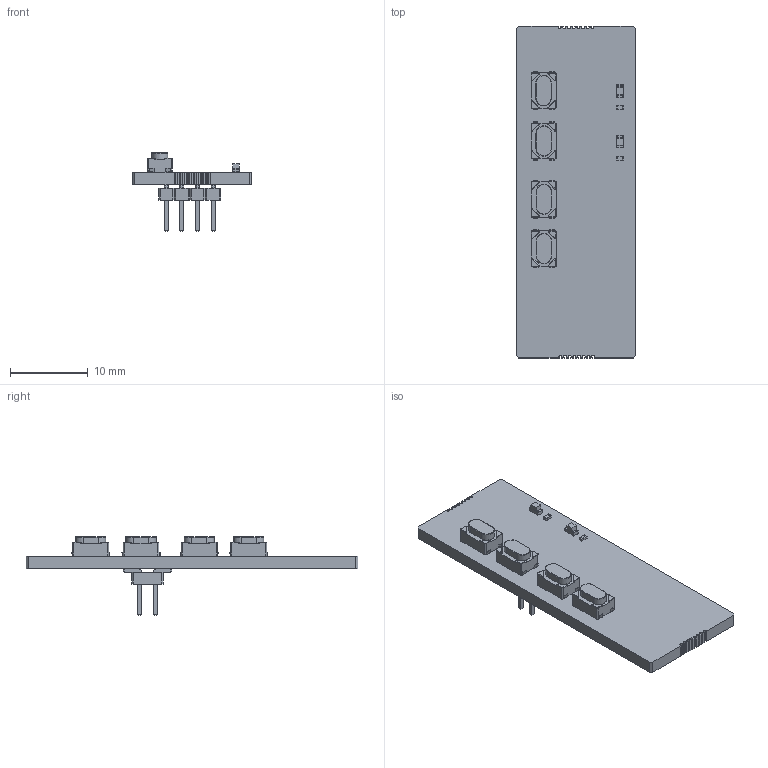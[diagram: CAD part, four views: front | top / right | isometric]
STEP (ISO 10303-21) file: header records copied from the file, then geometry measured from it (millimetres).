
FILE_DESCRIPTION(('FreeCAD Model'),'2;1');
FILE_NAME('REG1-Front-Universal_V00.02.stp', '2022-11-05T06:14:35',('Author'),(''), 'Open CASCADE STEP processor 7.3','FreeCAD','Unknown');
FILE_SCHEMA(('AUTOMOTIVE_DESIGN { 1 0 10303 214 1 1 1 1 }'));
Length unit declared in the file: millimetre
Products named in the file (17): REG1-Front-Universal_catia; Board_Geoms_3166; Local_CS_3166; Pcb_3166; PCB_Sketch_3166; Step_Models_3166; Top_3166; D1_LED_0603_1608Metric_634FBF33; D2_LED_0603_1608Metric_634FBD5A; SW4_SKRPACE010_v4_634FBE4F; SW3_SKRPACE010_v4_634FBE36; SW2_SKRPACE010_v4_634FBE1D; R2_R_0402_1005Metric_634FBDEC; R1_R_0402_1005Metric_634FBDDD; SW1_SKRPACE010_v4_634FB35C; Bot_3166; J1_PinHeader_2x04_P200mm_Vertical_SMD_63505757
Assembly tree (16 placements, depth 4):
  REG1-Front-Universal_catia
    Board_Geoms_3166
      Local_CS_3166
      Pcb_3166
      PCB_Sketch_3166
    Step_Models_3166
      Top_3166
        D1_LED_0603_1608Metric_634FBF33
        D2_LED_0603_1608Metric_634FBD5A
        SW4_SKRPACE010_v4_634FBE4F
        SW3_SKRPACE010_v4_634FBE36
        SW2_SKRPACE010_v4_634FBE1D
        R2_R_0402_1005Metric_634FBDEC
        R1_R_0402_1005Metric_634FBDDD
        SW1_SKRPACE010_v4_634FB35C
      Bot_3166
        J1_PinHeader_2x04_P200mm_Vertical_SMD_63505757
Bounding box: 15.3 x 42.6 x 10.1 mm (x, y, z)
Volume: 1223.6 mm3; surface area: 1985.1 mm2
Topology: 10 solids, 10 shells, 835 faces, 2188 edges, 1396 vertices
Faces by surface type: plane 555, cylinder 224, bspline 32, torus 24
Entity records: 31381 total; most frequent: CARTESIAN_POINT 4884, ORIENTED_EDGE 4358, DIRECTION 4308, EDGE_CURVE 2179, LINE 1708, VECTOR 1708, VERTEX_POINT 1378, AXIS2_PLACEMENT_3D 1300
